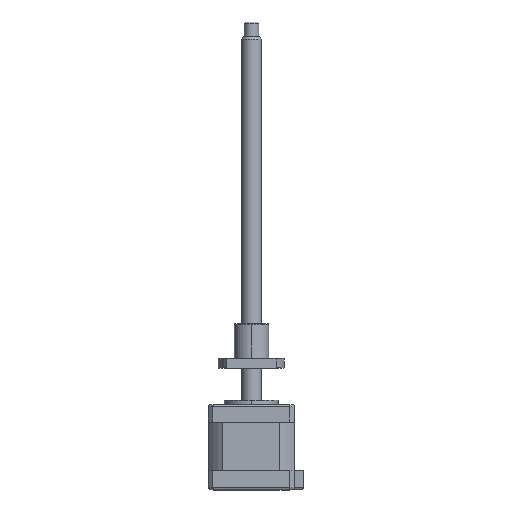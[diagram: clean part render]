
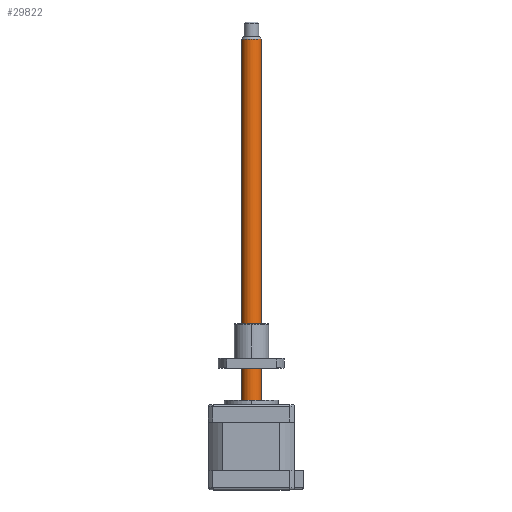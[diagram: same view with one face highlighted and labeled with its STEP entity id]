
A CAD part, top view. The second image highlights one B-rep face of the part: STEP entity #29822.
In plain terms, the highlighted cylindrical face has radius 4 mm (diameter 8 mm), a partial arc.
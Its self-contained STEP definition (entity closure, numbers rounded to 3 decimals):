
#1436 = CIRCLE ( 'NONE', #23519, 4. ) ;
#2214 = CYLINDRICAL_SURFACE ( 'NONE', #7617, 4. ) ;
#2440 = DIRECTION ( 'NONE',  ( -1., 0., 0. ) ) ;
#2916 = VERTEX_POINT ( 'NONE', #35987 ) ;
#5613 = DIRECTION ( 'NONE',  ( -1., 0., 0. ) ) ;
#6846 = DIRECTION ( 'NONE',  ( 0., -1., 0. ) ) ;
#7278 = DIRECTION ( 'NONE',  ( 0., -1., 0. ) ) ;
#7617 = AXIS2_PLACEMENT_3D ( 'NONE', #12235, #39289, #2440 ) ;
#8143 = ORIENTED_EDGE ( 'NONE', *, *, #17490, .F. ) ;
#8712 = DIRECTION ( 'NONE',  ( 0., -1., 0. ) ) ;
#10007 = DIRECTION ( 'NONE',  ( 0., -1., 0. ) ) ;
#10736 = FACE_OUTER_BOUND ( 'NONE', #31952, .T. ) ;
#11413 = EDGE_CURVE ( 'NONE', #33114, #2916, #1436, .T. ) ;
#12235 = CARTESIAN_POINT ( 'NONE',  ( -4.709, 165.993, 16.638 ) ) ;
#12417 = CARTESIAN_POINT ( 'NONE',  ( -4.709, 15.993, 16.638 ) ) ;
#13240 = CARTESIAN_POINT ( 'NONE',  ( -8.709, 15.993, 16.638 ) ) ;
#14252 = CIRCLE ( 'NONE', #28897, 4. ) ;
#16111 = ORIENTED_EDGE ( 'NONE', *, *, #21509, .T. ) ;
#16981 = CARTESIAN_POINT ( 'NONE',  ( -0.709, 15.993, 16.638 ) ) ;
#17490 = EDGE_CURVE ( 'NONE', #33114, #41252, #32436, .T. ) ;
#18016 = ORIENTED_EDGE ( 'NONE', *, *, #11413, .T. ) ;
#19475 = LINE ( 'NONE', #23992, #41682 ) ;
#20318 = CARTESIAN_POINT ( 'NONE',  ( -4.709, 164.993, 16.638 ) ) ;
#21509 = EDGE_CURVE ( 'NONE', #2916, #23990, #19475, .T. ) ;
#23519 = AXIS2_PLACEMENT_3D ( 'NONE', #20318, #6846, #34057 ) ;
#23990 = VERTEX_POINT ( 'NONE', #13240 ) ;
#23992 = CARTESIAN_POINT ( 'NONE',  ( -8.709, 165.993, 16.638 ) ) ;
#25076 = EDGE_CURVE ( 'NONE', #41252, #23990, #14252, .T. ) ;
#28897 = AXIS2_PLACEMENT_3D ( 'NONE', #12417, #8712, #5613 ) ;
#29822 = ADVANCED_FACE ( 'NONE', ( #10736 ), #2214, .T. ) ;
#31952 = EDGE_LOOP ( 'NONE', ( #8143, #18016, #16111, #32145 ) ) ;
#32145 = ORIENTED_EDGE ( 'NONE', *, *, #25076, .F. ) ;
#32436 = LINE ( 'NONE', #33832, #38782 ) ;
#33114 = VERTEX_POINT ( 'NONE', #40623 ) ;
#33832 = CARTESIAN_POINT ( 'NONE',  ( -0.709, 165.993, 16.638 ) ) ;
#34057 = DIRECTION ( 'NONE',  ( 1., 0., 0. ) ) ;
#35987 = CARTESIAN_POINT ( 'NONE',  ( -8.709, 164.993, 16.638 ) ) ;
#38782 = VECTOR ( 'NONE', #10007, 1000. ) ;
#39289 = DIRECTION ( 'NONE',  ( 0., -1., 0. ) ) ;
#40623 = CARTESIAN_POINT ( 'NONE',  ( -0.709, 164.993, 16.638 ) ) ;
#41252 = VERTEX_POINT ( 'NONE', #16981 ) ;
#41682 = VECTOR ( 'NONE', #7278, 1000. ) ;
